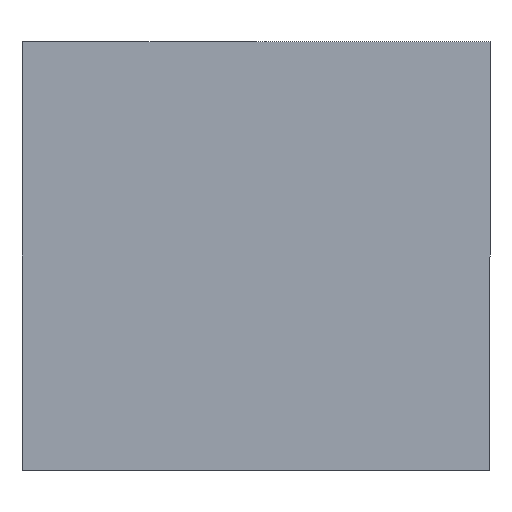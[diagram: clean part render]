
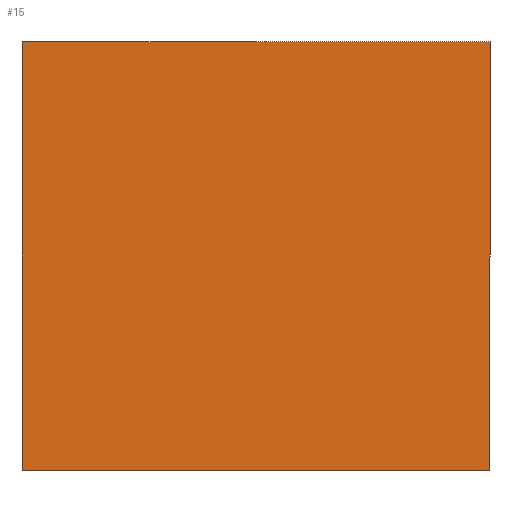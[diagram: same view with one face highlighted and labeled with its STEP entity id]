
A CAD part, front view. The second image highlights one B-rep face of the part: STEP entity #15.
In plain terms, the highlighted planar face has unit normal (0, -1, 0).
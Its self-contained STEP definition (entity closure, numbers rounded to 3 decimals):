
#14 = EDGE_CURVE ( 'NONE', #309, #39, #102, .T. ) ;
#15 = ADVANCED_FACE ( 'NONE', ( #377 ), #28, .F. ) ;
#28 = PLANE ( 'NONE',  #390 ) ;
#39 = VERTEX_POINT ( 'NONE', #291 ) ;
#52 = ORIENTED_EDGE ( 'NONE', *, *, #392, .T. ) ;
#78 = LINE ( 'NONE', #169, #394 ) ;
#92 = VERTEX_POINT ( 'NONE', #268 ) ;
#93 = CARTESIAN_POINT ( 'NONE',  ( 65.754, -10.78, -7.969 ) ) ;
#96 = VECTOR ( 'NONE', #369, 1000. ) ;
#102 = LINE ( 'NONE', #327, #171 ) ;
#109 = CARTESIAN_POINT ( 'NONE',  ( 16.041, -10.78, -14.71 ) ) ;
#118 = EDGE_CURVE ( 'NONE', #286, #309, #78, .T. ) ;
#121 = ORIENTED_EDGE ( 'NONE', *, *, #308, .T. ) ;
#166 = DIRECTION ( 'NONE',  ( 0., 1., 0. ) ) ;
#169 = CARTESIAN_POINT ( 'NONE',  ( -13.131, -10.78, 12.002 ) ) ;
#171 = VECTOR ( 'NONE', #190, 1000. ) ;
#178 = CARTESIAN_POINT ( 'NONE',  ( -13.131, -10.78, -14.71 ) ) ;
#179 = CARTESIAN_POINT ( 'NONE',  ( -13.131, -10.78, 12.002 ) ) ;
#190 = DIRECTION ( 'NONE',  ( 0., 0., -1. ) ) ;
#192 = ORIENTED_EDGE ( 'NONE', *, *, #14, .T. ) ;
#193 = DIRECTION ( 'NONE',  ( 0., 0., 1. ) ) ;
#238 = DIRECTION ( 'NONE',  ( -1., 0., 0. ) ) ;
#244 = CARTESIAN_POINT ( 'NONE',  ( 16.041, -10.78, 12.002 ) ) ;
#268 = CARTESIAN_POINT ( 'NONE',  ( 16.041, -10.78, -14.71 ) ) ;
#286 = VERTEX_POINT ( 'NONE', #244 ) ;
#289 = VECTOR ( 'NONE', #364, 1000. ) ;
#290 = EDGE_LOOP ( 'NONE', ( #192, #52, #121, #402 ) ) ;
#291 = CARTESIAN_POINT ( 'NONE',  ( -13.131, -10.78, -14.71 ) ) ;
#308 = EDGE_CURVE ( 'NONE', #92, #286, #376, .T. ) ;
#309 = VERTEX_POINT ( 'NONE', #179 ) ;
#327 = CARTESIAN_POINT ( 'NONE',  ( -13.131, -10.78, -14.71 ) ) ;
#364 = DIRECTION ( 'NONE',  ( 1., 0., 0. ) ) ;
#369 = DIRECTION ( 'NONE',  ( 0., 0., 1. ) ) ;
#376 = LINE ( 'NONE', #109, #96 ) ;
#377 = FACE_OUTER_BOUND ( 'NONE', #290, .T. ) ;
#390 = AXIS2_PLACEMENT_3D ( 'NONE', #93, #166, #193 ) ;
#392 = EDGE_CURVE ( 'NONE', #39, #92, #409, .T. ) ;
#394 = VECTOR ( 'NONE', #238, 1000. ) ;
#402 = ORIENTED_EDGE ( 'NONE', *, *, #118, .T. ) ;
#409 = LINE ( 'NONE', #178, #289 ) ;
